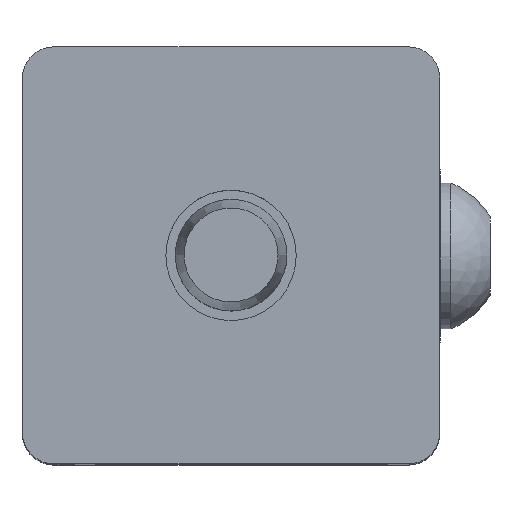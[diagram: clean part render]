
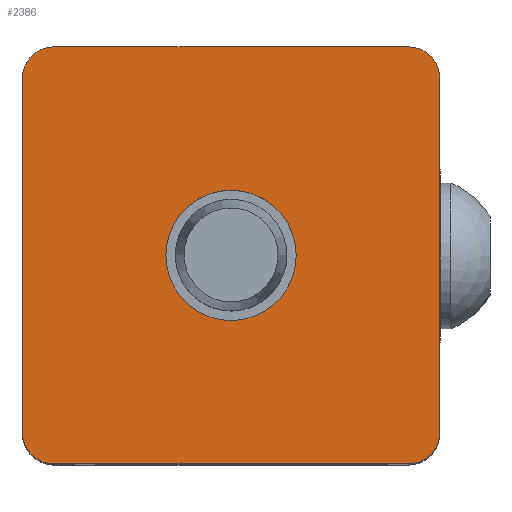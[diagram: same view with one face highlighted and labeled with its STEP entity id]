
A CAD part, top view. The second image highlights one B-rep face of the part: STEP entity #2386.
In plain terms, the highlighted planar face has unit normal (0, 0, 1).
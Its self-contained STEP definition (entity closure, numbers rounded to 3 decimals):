
#54=FACE_BOUND('',#436,.T.);
#130=PLANE('',#2642);
#268=FACE_OUTER_BOUND('',#435,.T.);
#435=EDGE_LOOP('',(#2076,#2077,#2078,#2079,#2080,#2081,#2082,#2083));
#436=EDGE_LOOP('',(#2084));
#648=LINE('',#3990,#878);
#650=LINE('',#3993,#880);
#651=LINE('',#3994,#881);
#652=LINE('',#3995,#882);
#878=VECTOR('',#3265,34.);
#880=VECTOR('',#3269,34.);
#881=VECTOR('',#3270,34.);
#882=VECTOR('',#3271,34.);
#939=CIRCLE('',#2456,3.);
#942=CIRCLE('',#2461,3.);
#950=CIRCLE('',#2473,3.);
#952=CIRCLE('',#2476,3.);
#1015=CIRCLE('',#2637,6.25);
#1040=VERTEX_POINT('',#3431);
#1041=VERTEX_POINT('',#3433);
#1043=VERTEX_POINT('',#3441);
#1044=VERTEX_POINT('',#3443);
#1055=VERTEX_POINT('',#3487);
#1056=VERTEX_POINT('',#3488);
#1059=VERTEX_POINT('',#3496);
#1060=VERTEX_POINT('',#3497);
#1206=VERTEX_POINT('',#3980);
#1256=EDGE_CURVE('',#1040,#1041,#939,.T.);
#1261=EDGE_CURVE('',#1043,#1044,#942,.T.);
#1276=EDGE_CURVE('',#1055,#1056,#950,.T.);
#1280=EDGE_CURVE('',#1059,#1060,#952,.T.);
#1506=EDGE_CURVE('',#1206,#1206,#1015,.T.);
#1510=EDGE_CURVE('',#1060,#1055,#648,.T.);
#1512=EDGE_CURVE('',#1059,#1041,#650,.T.);
#1513=EDGE_CURVE('',#1040,#1044,#651,.T.);
#1514=EDGE_CURVE('',#1056,#1043,#652,.T.);
#2076=ORIENTED_EDGE('',*,*,#1280,.F.);
#2077=ORIENTED_EDGE('',*,*,#1512,.T.);
#2078=ORIENTED_EDGE('',*,*,#1256,.F.);
#2079=ORIENTED_EDGE('',*,*,#1513,.T.);
#2080=ORIENTED_EDGE('',*,*,#1261,.F.);
#2081=ORIENTED_EDGE('',*,*,#1514,.F.);
#2082=ORIENTED_EDGE('',*,*,#1276,.F.);
#2083=ORIENTED_EDGE('',*,*,#1510,.F.);
#2084=ORIENTED_EDGE('',*,*,#1506,.T.);
#2386=ADVANCED_FACE('',(#268,#54),#130,.F.);
#2456=AXIS2_PLACEMENT_3D('',#3434,#2722,#2723);
#2461=AXIS2_PLACEMENT_3D('',#3444,#2734,#2735);
#2473=AXIS2_PLACEMENT_3D('',#3489,#2763,#2764);
#2476=AXIS2_PLACEMENT_3D('',#3498,#2771,#2772);
#2637=AXIS2_PLACEMENT_3D('',#3982,#3254,#3255);
#2642=AXIS2_PLACEMENT_3D('',#3992,#3267,#3268);
#2722=DIRECTION('center_axis',(0.,0.,-1.));
#2723=DIRECTION('ref_axis',(0.707,-0.707,0.));
#2734=DIRECTION('center_axis',(0.,0.,-1.));
#2735=DIRECTION('ref_axis',(0.707,0.707,0.));
#2763=DIRECTION('center_axis',(0.,0.,-1.));
#2764=DIRECTION('ref_axis',(-0.707,0.707,0.));
#2771=DIRECTION('center_axis',(0.,0.,-1.));
#2772=DIRECTION('ref_axis',(-0.707,-0.707,0.));
#3254=DIRECTION('center_axis',(0.,0.,-1.));
#3255=DIRECTION('ref_axis',(0.,-1.,0.));
#3265=DIRECTION('',(0.,1.,0.));
#3267=DIRECTION('center_axis',(0.,0.,-1.));
#3268=DIRECTION('ref_axis',(-1.,0.,0.));
#3269=DIRECTION('',(1.,0.,0.));
#3270=DIRECTION('',(0.,1.,0.));
#3271=DIRECTION('',(1.,0.,0.));
#3431=CARTESIAN_POINT('',(20.,-17.,68.));
#3433=CARTESIAN_POINT('',(17.,-20.,68.));
#3434=CARTESIAN_POINT('Origin',(17.,-17.,68.));
#3441=CARTESIAN_POINT('',(17.,20.,68.));
#3443=CARTESIAN_POINT('',(20.,17.,68.));
#3444=CARTESIAN_POINT('Origin',(17.,17.,68.));
#3487=CARTESIAN_POINT('',(-20.,17.,68.));
#3488=CARTESIAN_POINT('',(-17.,20.,68.));
#3489=CARTESIAN_POINT('Origin',(-17.,17.,68.));
#3496=CARTESIAN_POINT('',(-17.,-20.,68.));
#3497=CARTESIAN_POINT('',(-20.,-17.,68.));
#3498=CARTESIAN_POINT('Origin',(-17.,-17.,68.));
#3980=CARTESIAN_POINT('',(0.,6.25,68.));
#3982=CARTESIAN_POINT('Origin',(0.,0.,68.));
#3990=CARTESIAN_POINT('',(-20.,-17.,68.));
#3992=CARTESIAN_POINT('Origin',(-12.5,0.,68.));
#3993=CARTESIAN_POINT('',(-17.,-20.,68.));
#3994=CARTESIAN_POINT('',(20.,-17.,68.));
#3995=CARTESIAN_POINT('',(-17.,20.,68.));
